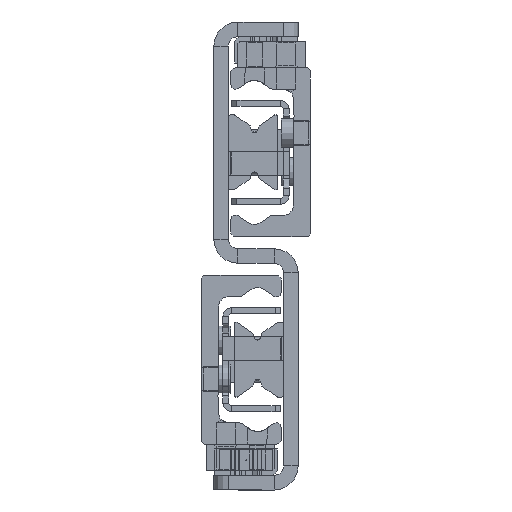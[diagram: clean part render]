
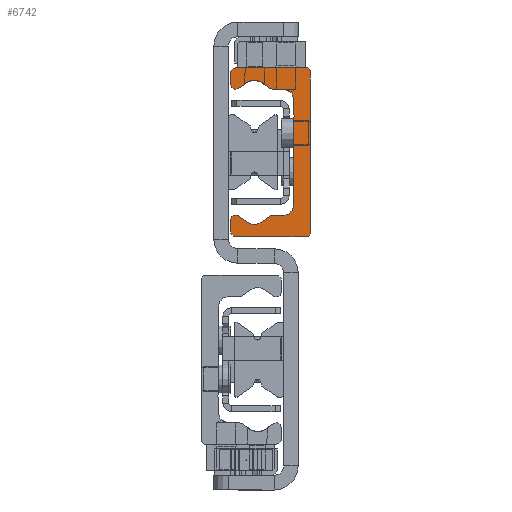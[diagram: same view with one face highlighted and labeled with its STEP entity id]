
A CAD part, left-side view. The second image highlights one B-rep face of the part: STEP entity #6742.
In plain terms, the highlighted planar face has unit normal (-1, 0, 0).
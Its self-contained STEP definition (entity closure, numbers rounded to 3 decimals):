
#5476=CARTESIAN_POINT('',(0.0,4.75,-11.1));
#5477=VERTEX_POINT('',#5476);
#5484=CARTESIAN_POINT('',(0.0,2.75,-13.1));
#5485=VERTEX_POINT('',#5484);
#5486=CARTESIAN_POINT('',(0.0,2.75,-11.1));
#5487=DIRECTION('',(-1.0,0.0,0.0));
#5488=DIRECTION('',(0.0,0.0,1.0));
#5489=AXIS2_PLACEMENT_3D('',#5486,#5487,#5488);
#5490=CIRCLE('',#5489,2.);
#5491=EDGE_CURVE('',#5477,#5485,#5490,.T.);
#5680=CARTESIAN_POINT('',(0.0,-0.14,-13.281));
#5681=VERTEX_POINT('',#5680);
#5688=CARTESIAN_POINT('',(0.0,-1.916,-14.524));
#5689=VERTEX_POINT('',#5688);
#5690=CARTESIAN_POINT('',(0.0,-0.14,-13.281));
#5691=DIRECTION('',(0.0,-0.819,-0.574));
#5692=VECTOR('',#5691,2.168);
#5693=LINE('',#5690,#5692);
#5694=EDGE_CURVE('',#5681,#5689,#5693,.T.);
#5819=CARTESIAN_POINT('',(0.0,8.25,16.85));
#5820=VERTEX_POINT('',#5819);
#5827=CARTESIAN_POINT('',(0.0,7.6,17.5));
#5828=VERTEX_POINT('',#5827);
#5829=CARTESIAN_POINT('',(0.0,7.6,16.85));
#5830=DIRECTION('',(1.0,0.0,0.0));
#5831=DIRECTION('',(0.0,1.0,0.0));
#5832=AXIS2_PLACEMENT_3D('',#5829,#5830,#5831);
#5833=CIRCLE('',#5832,0.65);
#5834=EDGE_CURVE('',#5820,#5828,#5833,.T.);
#5858=CARTESIAN_POINT('',(0.0,8.25,-16.85));
#5859=VERTEX_POINT('',#5858);
#5866=CARTESIAN_POINT('',(0.0,8.25,-16.85));
#5867=DIRECTION('',(0.0,0.0,1.0));
#5868=VECTOR('',#5867,33.7);
#5869=LINE('',#5866,#5868);
#5870=EDGE_CURVE('',#5859,#5820,#5869,.T.);
#5962=CARTESIAN_POINT('',(0.0,7.6,-17.5));
#5963=VERTEX_POINT('',#5962);
#5970=CARTESIAN_POINT('',(0.0,7.6,-16.85));
#5971=DIRECTION('',(1.0,0.0,0.0));
#5972=DIRECTION('',(0.0,0.0,-1.0));
#5973=AXIS2_PLACEMENT_3D('',#5970,#5971,#5972);
#5974=CIRCLE('',#5973,0.65);
#5975=EDGE_CURVE('',#5963,#5859,#5974,.T.);
#5994=CARTESIAN_POINT('',(0.0,-7.25,-17.5));
#5995=VERTEX_POINT('',#5994);
#6002=CARTESIAN_POINT('',(0.0,-7.25,-17.5));
#6003=DIRECTION('',(0.0,1.0,0.0));
#6004=VECTOR('',#6003,14.85);
#6005=LINE('',#6002,#6004);
#6006=EDGE_CURVE('',#5995,#5963,#6005,.T.);
#6038=CARTESIAN_POINT('',(0.0,-8.25,-16.5));
#6039=VERTEX_POINT('',#6038);
#6046=CARTESIAN_POINT('',(0.0,-7.25,-16.5));
#6047=DIRECTION('',(1.0,0.0,0.0));
#6048=DIRECTION('',(0.0,-1.0,0.0));
#6049=AXIS2_PLACEMENT_3D('',#6046,#6047,#6048);
#6050=CIRCLE('',#6049,1.);
#6051=EDGE_CURVE('',#6039,#5995,#6050,.T.);
#6070=CARTESIAN_POINT('',(0.0,-8.25,-13.98));
#6071=VERTEX_POINT('',#6070);
#6078=CARTESIAN_POINT('',(0.0,-8.25,-13.98));
#6079=DIRECTION('',(0.0,0.0,-1.0));
#6080=VECTOR('',#6079,2.52);
#6081=LINE('',#6078,#6080);
#6082=EDGE_CURVE('',#6071,#6039,#6081,.T.);
#6102=CARTESIAN_POINT('',(0.0,-6.708,-13.177));
#6103=VERTEX_POINT('',#6102);
#6110=CARTESIAN_POINT('',(0.0,-7.27,-13.98));
#6111=DIRECTION('',(1.0,0.0,0.0));
#6112=DIRECTION('',(0.0,0.574,0.819));
#6113=AXIS2_PLACEMENT_3D('',#6110,#6111,#6112);
#6114=CIRCLE('',#6113,0.98);
#6115=EDGE_CURVE('',#6103,#6071,#6114,.T.);
#6127=CARTESIAN_POINT('',(0.0,-4.784,-14.524));
#6128=VERTEX_POINT('',#6127);
#6135=CARTESIAN_POINT('',(0.0,-4.784,-14.524));
#6136=DIRECTION('',(0.0,-0.819,0.574));
#6137=VECTOR('',#6136,2.349);
#6138=LINE('',#6135,#6137);
#6139=EDGE_CURVE('',#6128,#6103,#6138,.T.);
#6161=CARTESIAN_POINT('',(0.0,-3.35,-12.477));
#6162=DIRECTION('',(-1.0,0.0,0.0));
#6163=DIRECTION('',(0.0,0.574,0.819));
#6164=AXIS2_PLACEMENT_3D('',#6161,#6162,#6163);
#6165=CIRCLE('',#6164,2.5);
#6166=EDGE_CURVE('',#5689,#6128,#6165,.T.);
#6186=CARTESIAN_POINT('',(0.0,0.433,-13.1));
#6187=VERTEX_POINT('',#6186);
#6194=CARTESIAN_POINT('',(0.0,0.433,-14.1));
#6195=DIRECTION('',(1.0,0.0,0.0));
#6196=DIRECTION('',(0.0,0.0,1.0));
#6197=AXIS2_PLACEMENT_3D('',#6194,#6195,#6196);
#6198=CIRCLE('',#6197,1.);
#6199=EDGE_CURVE('',#6187,#5681,#6198,.T.);
#6214=CARTESIAN_POINT('',(0.0,2.75,-13.1));
#6215=DIRECTION('',(0.0,-1.0,0.0));
#6216=VECTOR('',#6215,2.317);
#6217=LINE('',#6214,#6216);
#6218=EDGE_CURVE('',#5485,#6187,#6217,.T.);
#6244=CARTESIAN_POINT('',(0.0,4.75,-7.75));
#6245=VERTEX_POINT('',#6244);
#6252=CARTESIAN_POINT('',(0.0,4.75,-7.75));
#6253=DIRECTION('',(0.0,0.0,-1.0));
#6254=VECTOR('',#6253,3.35);
#6255=LINE('',#6252,#6254);
#6256=EDGE_CURVE('',#6245,#5477,#6255,.T.);
#6276=CARTESIAN_POINT('',(0.0,4.75,-7.25));
#6277=VERTEX_POINT('',#6276);
#6284=CARTESIAN_POINT('',(0.0,4.75,-7.5));
#6285=DIRECTION('',(-1.0,0.0,0.0));
#6286=DIRECTION('',(0.0,0.0,1.0));
#6287=AXIS2_PLACEMENT_3D('',#6284,#6285,#6286);
#6288=CIRCLE('',#6287,0.25);
#6289=EDGE_CURVE('',#6277,#6245,#6288,.T.);
#6308=CARTESIAN_POINT('',(0.0,4.75,11.1));
#6309=VERTEX_POINT('',#6308);
#6316=CARTESIAN_POINT('',(0.0,4.75,11.1));
#6317=DIRECTION('',(0.0,0.0,-1.0));
#6318=VECTOR('',#6317,18.35);
#6319=LINE('',#6316,#6318);
#6320=EDGE_CURVE('',#6309,#6277,#6319,.T.);
#6412=CARTESIAN_POINT('',(0.0,2.75,13.1));
#6413=VERTEX_POINT('',#6412);
#6420=CARTESIAN_POINT('',(0.0,2.75,11.1));
#6421=DIRECTION('',(-1.0,0.0,0.0));
#6422=DIRECTION('',(0.0,-1.0,0.0));
#6423=AXIS2_PLACEMENT_3D('',#6420,#6421,#6422);
#6424=CIRCLE('',#6423,2.);
#6425=EDGE_CURVE('',#6413,#6309,#6424,.T.);
#6444=CARTESIAN_POINT('',(0.0,0.433,13.1));
#6445=VERTEX_POINT('',#6444);
#6452=CARTESIAN_POINT('',(0.0,0.433,13.1));
#6453=DIRECTION('',(0.0,1.0,0.0));
#6454=VECTOR('',#6453,2.317);
#6455=LINE('',#6452,#6454);
#6456=EDGE_CURVE('',#6445,#6413,#6455,.T.);
#6476=CARTESIAN_POINT('',(0.0,-0.14,13.281));
#6477=VERTEX_POINT('',#6476);
#6484=CARTESIAN_POINT('',(0.0,0.433,14.1));
#6485=DIRECTION('',(1.0,0.0,0.0));
#6486=DIRECTION('',(0.0,-0.574,-0.819));
#6487=AXIS2_PLACEMENT_3D('',#6484,#6485,#6486);
#6488=CIRCLE('',#6487,1.);
#6489=EDGE_CURVE('',#6477,#6445,#6488,.T.);
#6508=CARTESIAN_POINT('',(0.0,-1.916,14.524));
#6509=VERTEX_POINT('',#6508);
#6516=CARTESIAN_POINT('',(0.0,-1.916,14.524));
#6517=DIRECTION('',(0.0,0.819,-0.574));
#6518=VECTOR('',#6517,2.168);
#6519=LINE('',#6516,#6518);
#6520=EDGE_CURVE('',#6509,#6477,#6519,.T.);
#6540=CARTESIAN_POINT('',(0.0,-4.784,14.524));
#6541=VERTEX_POINT('',#6540);
#6548=CARTESIAN_POINT('',(0.0,-3.35,12.477));
#6549=DIRECTION('',(-1.0,0.0,0.0));
#6550=DIRECTION('',(0.0,-0.574,-0.819));
#6551=AXIS2_PLACEMENT_3D('',#6548,#6549,#6550);
#6552=CIRCLE('',#6551,2.5);
#6553=EDGE_CURVE('',#6541,#6509,#6552,.T.);
#6572=CARTESIAN_POINT('',(0.0,-6.708,13.177));
#6573=VERTEX_POINT('',#6572);
#6580=CARTESIAN_POINT('',(0.0,-6.708,13.177));
#6581=DIRECTION('',(0.0,0.819,0.574));
#6582=VECTOR('',#6581,2.349);
#6583=LINE('',#6580,#6582);
#6584=EDGE_CURVE('',#6573,#6541,#6583,.T.);
#6604=CARTESIAN_POINT('',(0.0,-8.25,13.98));
#6605=VERTEX_POINT('',#6604);
#6612=CARTESIAN_POINT('',(0.0,-7.27,13.98));
#6613=DIRECTION('',(1.0,0.0,0.0));
#6614=DIRECTION('',(0.0,-1.0,0.0));
#6615=AXIS2_PLACEMENT_3D('',#6612,#6613,#6614);
#6616=CIRCLE('',#6615,0.98);
#6617=EDGE_CURVE('',#6605,#6573,#6616,.T.);
#6636=CARTESIAN_POINT('',(0.0,-8.25,16.5));
#6637=VERTEX_POINT('',#6636);
#6644=CARTESIAN_POINT('',(0.0,-8.25,16.5));
#6645=DIRECTION('',(0.0,0.0,-1.0));
#6646=VECTOR('',#6645,2.52);
#6647=LINE('',#6644,#6646);
#6648=EDGE_CURVE('',#6637,#6605,#6647,.T.);
#6668=CARTESIAN_POINT('',(0.0,-7.25,17.5));
#6669=VERTEX_POINT('',#6668);
#6676=CARTESIAN_POINT('',(0.0,-7.25,16.5));
#6677=DIRECTION('',(1.0,0.0,0.0));
#6678=DIRECTION('',(0.0,0.0,1.0));
#6679=AXIS2_PLACEMENT_3D('',#6676,#6677,#6678);
#6680=CIRCLE('',#6679,1.);
#6681=EDGE_CURVE('',#6669,#6637,#6680,.T.);
#6699=CARTESIAN_POINT('',(0.0,7.6,17.5));
#6700=DIRECTION('',(0.0,-1.0,0.0));
#6701=VECTOR('',#6700,14.85);
#6702=LINE('',#6699,#6701);
#6703=EDGE_CURVE('',#5828,#6669,#6702,.T.);
#6709=CARTESIAN_POINT('',(0.0,2.258,-0.017));
#6710=DIRECTION('',(1.0,0.0,0.0));
#6711=DIRECTION('',(0.0,0.0,-1.0));
#6712=AXIS2_PLACEMENT_3D('',#6709,#6710,#6711);
#6713=PLANE('',#6712);
#6714=ORIENTED_EDGE('',*,*,#6703,.F.);
#6715=ORIENTED_EDGE('',*,*,#5834,.F.);
#6716=ORIENTED_EDGE('',*,*,#5870,.F.);
#6717=ORIENTED_EDGE('',*,*,#5975,.F.);
#6718=ORIENTED_EDGE('',*,*,#6006,.F.);
#6719=ORIENTED_EDGE('',*,*,#6051,.F.);
#6720=ORIENTED_EDGE('',*,*,#6082,.F.);
#6721=ORIENTED_EDGE('',*,*,#6115,.F.);
#6722=ORIENTED_EDGE('',*,*,#6139,.F.);
#6723=ORIENTED_EDGE('',*,*,#6166,.F.);
#6724=ORIENTED_EDGE('',*,*,#5694,.F.);
#6725=ORIENTED_EDGE('',*,*,#6199,.F.);
#6726=ORIENTED_EDGE('',*,*,#6218,.F.);
#6727=ORIENTED_EDGE('',*,*,#5491,.F.);
#6728=ORIENTED_EDGE('',*,*,#6256,.F.);
#6729=ORIENTED_EDGE('',*,*,#6289,.F.);
#6730=ORIENTED_EDGE('',*,*,#6320,.F.);
#6731=ORIENTED_EDGE('',*,*,#6425,.F.);
#6732=ORIENTED_EDGE('',*,*,#6456,.F.);
#6733=ORIENTED_EDGE('',*,*,#6489,.F.);
#6734=ORIENTED_EDGE('',*,*,#6520,.F.);
#6735=ORIENTED_EDGE('',*,*,#6553,.F.);
#6736=ORIENTED_EDGE('',*,*,#6584,.F.);
#6737=ORIENTED_EDGE('',*,*,#6617,.F.);
#6738=ORIENTED_EDGE('',*,*,#6648,.F.);
#6739=ORIENTED_EDGE('',*,*,#6681,.F.);
#6740=EDGE_LOOP('',(#6714,#6715,#6716,#6717,#6718,#6719,#6720,#6721,#6722,#6723,#6724,#6725,#6726,#6727,#6728,#6729,#6730,#6731,#6732,#6733,#6734,#6735,#6736,#6737,#6738,#6739));
#6741=FACE_OUTER_BOUND('',#6740,.T.);
#6742=ADVANCED_FACE('',(#6741),#6713,.F.);
